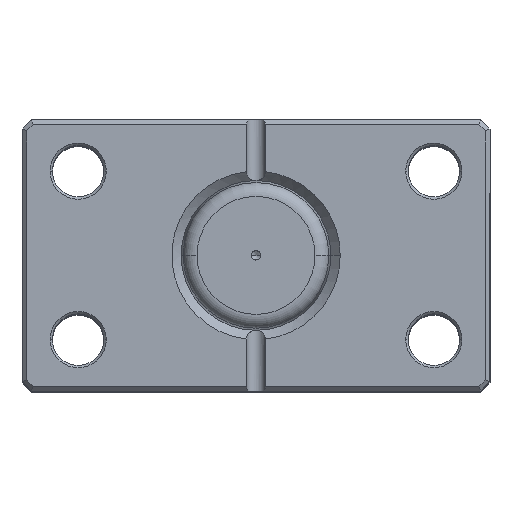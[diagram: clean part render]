
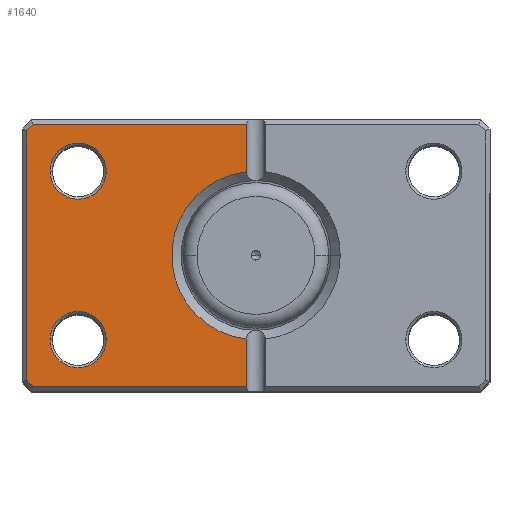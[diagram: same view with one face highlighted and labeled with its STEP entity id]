
A CAD part, top view. The second image highlights one B-rep face of the part: STEP entity #1640.
In plain terms, the highlighted face is planar.
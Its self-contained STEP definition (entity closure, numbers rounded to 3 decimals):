
#84 = EDGE_CURVE ( 'NONE', #3486, #2807, #3039, .T. ) ;
#88 = CARTESIAN_POINT ( 'NONE',  ( 38., 18., 0. ) ) ;
#132 = VECTOR ( 'NONE', #5659, 1000. ) ;
#140 = DIRECTION ( 'NONE',  ( 0., 0., 1. ) ) ;
#189 = AXIS2_PLACEMENT_3D ( 'NONE', #1841, #5228, #2325 ) ;
#227 = FACE_OUTER_BOUND ( 'NONE', #5487, .T. ) ;
#306 = DIRECTION ( 'NONE',  ( 1., 0., 0. ) ) ;
#323 = CARTESIAN_POINT ( 'NONE',  ( 49., 0., 0. ) ) ;
#338 = CARTESIAN_POINT ( 'NONE',  ( 44., 18., 0. ) ) ;
#393 = DIRECTION ( 'NONE',  ( 1., 0., 0. ) ) ;
#404 = FACE_BOUND ( 'NONE', #980, .T. ) ;
#416 = DIRECTION ( 'NONE',  ( 0., -1., 0. ) ) ;
#452 = VERTEX_POINT ( 'NONE', #3805 ) ;
#462 = AXIS2_PLACEMENT_3D ( 'NONE', #4069, #1159, #4563 ) ;
#542 = VERTEX_POINT ( 'NONE', #5762 ) ;
#551 = ORIENTED_EDGE ( 'NONE', *, *, #3445, .T. ) ;
#577 = EDGE_CURVE ( 'NONE', #2855, #542, #1225, .T. ) ;
#611 = DIRECTION ( 'NONE',  ( 1., 0., 0. ) ) ;
#667 = CARTESIAN_POINT ( 'NONE',  ( 2., 17.889, 0. ) ) ;
#697 = ORIENTED_EDGE ( 'NONE', *, *, #2149, .T. ) ;
#750 = DIRECTION ( 'NONE',  ( 0.707, -0.707, 0. ) ) ;
#787 = EDGE_CURVE ( 'NONE', #5502, #4304, #5517, .T. ) ;
#864 = EDGE_CURVE ( 'NONE', #1519, #4580, #2502, .T. ) ;
#869 = EDGE_CURVE ( 'NONE', #2053, #2539, #3770, .T. ) ;
#980 = EDGE_LOOP ( 'NONE', ( #4477, #5778 ) ) ;
#1041 = CARTESIAN_POINT ( 'NONE',  ( 47.586, 28., 0. ) ) ;
#1054 = CARTESIAN_POINT ( 'NONE',  ( 32., -18., 0. ) ) ;
#1159 = DIRECTION ( 'NONE',  ( 0., 0., 1. ) ) ;
#1225 = CIRCLE ( 'NONE', #6220, 6. ) ;
#1472 = VECTOR ( 'NONE', #1603, 1000. ) ;
#1519 = VERTEX_POINT ( 'NONE', #2244 ) ;
#1603 = DIRECTION ( 'NONE',  ( 1., 0., 0. ) ) ;
#1620 = FACE_BOUND ( 'NONE', #2824, .T. ) ;
#1640 = ADVANCED_FACE ( 'NONE', ( #1620, #404, #227 ), #2607, .F. ) ;
#1757 = VECTOR ( 'NONE', #5107, 1000. ) ;
#1841 = CARTESIAN_POINT ( 'NONE',  ( 38., 18., 0. ) ) ;
#1912 = ORIENTED_EDGE ( 'NONE', *, *, #869, .T. ) ;
#2000 = VECTOR ( 'NONE', #750, 1000. ) ;
#2053 = VERTEX_POINT ( 'NONE', #2403 ) ;
#2059 = LINE ( 'NONE', #5371, #5611 ) ;
#2149 = EDGE_CURVE ( 'NONE', #4580, #452, #2059, .T. ) ;
#2207 = ORIENTED_EDGE ( 'NONE', *, *, #2310, .T. ) ;
#2244 = CARTESIAN_POINT ( 'NONE',  ( 47.586, -28., 0. ) ) ;
#2267 = CARTESIAN_POINT ( 'NONE',  ( 37.793, -37.793, 0. ) ) ;
#2285 = CARTESIAN_POINT ( 'NONE',  ( 0., 0., 0. ) ) ;
#2310 = EDGE_CURVE ( 'NONE', #2807, #4883, #4016, .T. ) ;
#2325 = DIRECTION ( 'NONE',  ( 1., 0., 0. ) ) ;
#2372 = ORIENTED_EDGE ( 'NONE', *, *, #787, .T. ) ;
#2403 = CARTESIAN_POINT ( 'NONE',  ( 44., -18., 0. ) ) ;
#2502 = LINE ( 'NONE', #5625, #132 ) ;
#2539 = VERTEX_POINT ( 'NONE', #1054 ) ;
#2607 = PLANE ( 'NONE',  #4478 ) ;
#2732 = CARTESIAN_POINT ( 'NONE',  ( 37.793, 37.793, 0. ) ) ;
#2752 = DIRECTION ( 'NONE',  ( 1., 0., 0. ) ) ;
#2807 = VERTEX_POINT ( 'NONE', #4694 ) ;
#2824 = EDGE_LOOP ( 'NONE', ( #551, #1912 ) ) ;
#2855 = VERTEX_POINT ( 'NONE', #338 ) ;
#3039 = LINE ( 'NONE', #4637, #1757 ) ;
#3114 = VECTOR ( 'NONE', #3724, 1000. ) ;
#3127 = CARTESIAN_POINT ( 'NONE',  ( 2., -28., 0. ) ) ;
#3264 = LINE ( 'NONE', #2732, #2000 ) ;
#3344 = ORIENTED_EDGE ( 'NONE', *, *, #3628, .T. ) ;
#3437 = DIRECTION ( 'NONE',  ( 0., 1., 0. ) ) ;
#3445 = EDGE_CURVE ( 'NONE', #2539, #2053, #4840, .T. ) ;
#3486 = VERTEX_POINT ( 'NONE', #667 ) ;
#3573 = DIRECTION ( 'NONE',  ( 0., 0., 1. ) ) ;
#3628 = EDGE_CURVE ( 'NONE', #452, #3486, #3808, .T. ) ;
#3629 = ORIENTED_EDGE ( 'NONE', *, *, #6020, .T. ) ;
#3724 = DIRECTION ( 'NONE',  ( -0.707, -0.707, 0. ) ) ;
#3758 = AXIS2_PLACEMENT_3D ( 'NONE', #2285, #5668, #2752 ) ;
#3770 = CIRCLE ( 'NONE', #5980, 6. ) ;
#3805 = CARTESIAN_POINT ( 'NONE',  ( 2., -17.889, 0. ) ) ;
#3808 = CIRCLE ( 'NONE', #3758, 18. ) ;
#4014 = EDGE_CURVE ( 'NONE', #4883, #5502, #3264, .T. ) ;
#4016 = LINE ( 'NONE', #4483, #1472 ) ;
#4069 = CARTESIAN_POINT ( 'NONE',  ( 38., -18., 0. ) ) ;
#4075 = EDGE_CURVE ( 'NONE', #542, #2855, #4553, .T. ) ;
#4304 = VERTEX_POINT ( 'NONE', #5872 ) ;
#4477 = ORIENTED_EDGE ( 'NONE', *, *, #4075, .T. ) ;
#4478 = AXIS2_PLACEMENT_3D ( 'NONE', #5504, #3573, #611 ) ;
#4483 = CARTESIAN_POINT ( 'NONE',  ( 0., 28., 0. ) ) ;
#4553 = CIRCLE ( 'NONE', #189, 6. ) ;
#4563 = DIRECTION ( 'NONE',  ( 1., 0., 0. ) ) ;
#4580 = VERTEX_POINT ( 'NONE', #3127 ) ;
#4637 = CARTESIAN_POINT ( 'NONE',  ( 2., 29., 0. ) ) ;
#4694 = CARTESIAN_POINT ( 'NONE',  ( 2., 28., 0. ) ) ;
#4780 = ORIENTED_EDGE ( 'NONE', *, *, #4014, .T. ) ;
#4840 = CIRCLE ( 'NONE', #462, 6. ) ;
#4883 = VERTEX_POINT ( 'NONE', #1041 ) ;
#4939 = ORIENTED_EDGE ( 'NONE', *, *, #864, .T. ) ;
#5107 = DIRECTION ( 'NONE',  ( 0., 1., 0. ) ) ;
#5228 = DIRECTION ( 'NONE',  ( 0., 0., 1. ) ) ;
#5371 = CARTESIAN_POINT ( 'NONE',  ( 2., 29., 0. ) ) ;
#5386 = VECTOR ( 'NONE', #416, 1000. ) ;
#5487 = EDGE_LOOP ( 'NONE', ( #697, #3344, #5921, #2207, #4780, #2372, #3629, #4939 ) ) ;
#5502 = VERTEX_POINT ( 'NONE', #6253 ) ;
#5504 = CARTESIAN_POINT ( 'NONE',  ( 0., 0., 0. ) ) ;
#5517 = LINE ( 'NONE', #323, #5386 ) ;
#5611 = VECTOR ( 'NONE', #3437, 1000. ) ;
#5625 = CARTESIAN_POINT ( 'NONE',  ( 0., -28., 0. ) ) ;
#5659 = DIRECTION ( 'NONE',  ( -1., 0., 0. ) ) ;
#5668 = DIRECTION ( 'NONE',  ( 0., 0., 1. ) ) ;
#5704 = LINE ( 'NONE', #2267, #3114 ) ;
#5762 = CARTESIAN_POINT ( 'NONE',  ( 32., 18., 0. ) ) ;
#5778 = ORIENTED_EDGE ( 'NONE', *, *, #577, .T. ) ;
#5872 = CARTESIAN_POINT ( 'NONE',  ( 49., -26.586, 0. ) ) ;
#5921 = ORIENTED_EDGE ( 'NONE', *, *, #84, .T. ) ;
#5980 = AXIS2_PLACEMENT_3D ( 'NONE', #6254, #6325, #393 ) ;
#6020 = EDGE_CURVE ( 'NONE', #4304, #1519, #5704, .T. ) ;
#6220 = AXIS2_PLACEMENT_3D ( 'NONE', #88, #140, #306 ) ;
#6253 = CARTESIAN_POINT ( 'NONE',  ( 49., 26.586, 0. ) ) ;
#6254 = CARTESIAN_POINT ( 'NONE',  ( 38., -18., 0. ) ) ;
#6325 = DIRECTION ( 'NONE',  ( 0., 0., 1. ) ) ;
